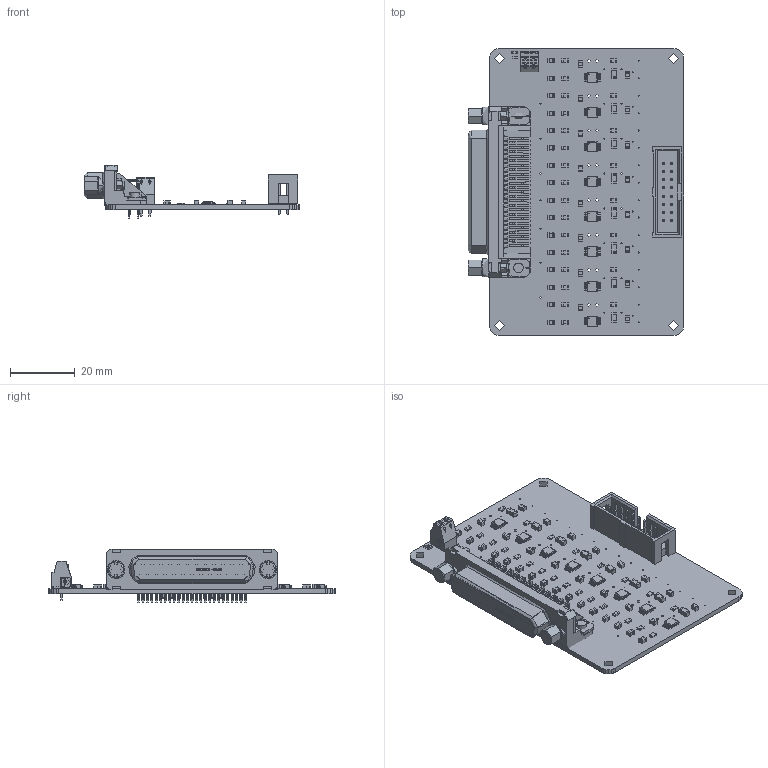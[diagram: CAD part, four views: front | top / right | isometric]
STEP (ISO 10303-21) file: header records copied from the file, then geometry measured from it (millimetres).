
FILE_DESCRIPTION(('for SolidWorks'),'2;1');
FILE_NAME('v1.2.step','2020-05-06T14:00:37',( 'mep9'),(''),'Open CASCADE STEP processor 6.6','DipTrace','Unknown' );
FILE_SCHEMA(('AUTOMOTIVE_DESIGN { 1 0 10303 214 1 1 1 1 }'));
Length unit declared in the file: millimetre
Products named in the file (11): PCB_v1.2; Board_v1.2; cap_0805; cap_1206; kingbright_APT1608; hirose_RDBD-25S-LNA; pheonix_1725656; samtec_TST-108-01-G-D; res_0603; res_0805; ti_TPA6211A1TDGNRQ1
Assembly tree (78 placements, depth 2):
  PCB_v1.2
    Board_v1.2
    cap_0805  x32
    cap_1206  x8
    kingbright_APT1608
    hirose_RDBD-25S-LNA
    pheonix_1725656
    samtec_TST-108-01-G-D
    res_0603
    res_0805  x24
    ti_TPA6211A1TDGNRQ1  x8
Bounding box: 66.92 x 88.9 x 16.55 mm (x, y, z)
Volume: 8519.2 mm3
Topology: 66 solids, 173 shells, 6967 faces, 17660 edges, 11100 vertices
Faces by surface type: plane 4167, bspline 2309, cylinder 479, sphere 12
Full cylindrical faces by diameter (mm): 0.155 x8, 0.381 x87, 0.9 x16, 1.092 x43, 1.118 x2, 3.048 x2, 3.175 x4
Entity records: 135022 total; most frequent: CARTESIAN_POINT 49094, ORIENTED_EDGE 18147, EDGE_CURVE 9079, B_SPLINE_CURVE_WITH_KNOTS 6204, VERTEX_POINT 5916, DIRECTION 4999, FACE_BOUND 3695, EDGE_LOOP 3695
